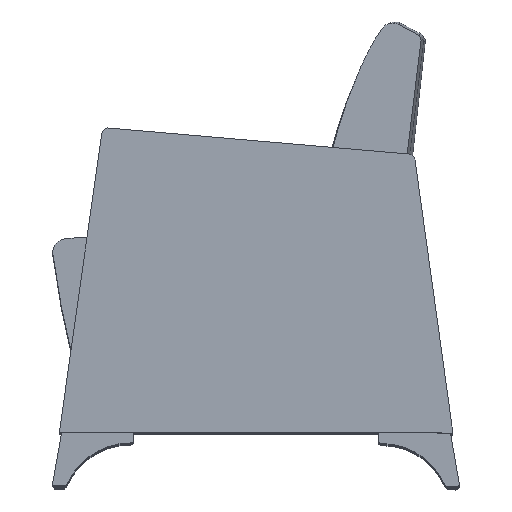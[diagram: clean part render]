
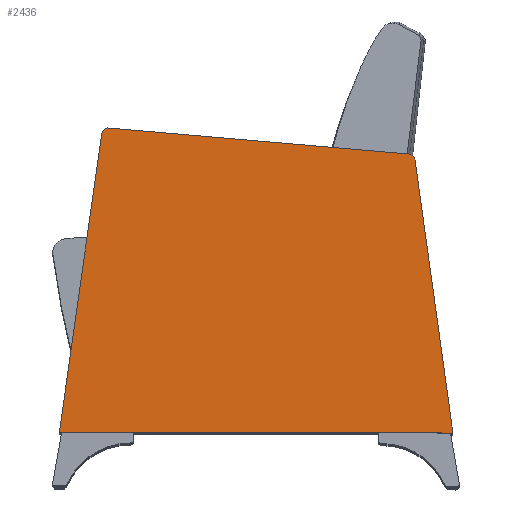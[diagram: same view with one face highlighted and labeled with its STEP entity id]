
A CAD part, top view. The second image highlights one B-rep face of the part: STEP entity #2436.
In plain terms, the highlighted planar face has unit normal (0, 0, 1).
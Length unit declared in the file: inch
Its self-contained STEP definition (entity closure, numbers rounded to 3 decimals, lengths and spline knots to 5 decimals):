
#205=PLANE('',#2728);
#260=LINE('',#5826,#325);
#263=LINE('',#5831,#328);
#264=LINE('',#5836,#329);
#265=LINE('',#5837,#330);
#325=VECTOR('',#3234,0.3937);
#328=VECTOR('',#3239,0.3937);
#329=VECTOR('',#3244,0.3937);
#330=VECTOR('',#3245,0.3937);
#468=FACE_OUTER_BOUND('',#628,.T.);
#628=EDGE_LOOP('',(#2106,#2107,#2108,#2109,#2110,#2111));
#779=CIRCLE('',#2722,0.5);
#782=CIRCLE('',#2729,0.5);
#1142=VERTEX_POINT('',#5806);
#1143=VERTEX_POINT('',#5807);
#1150=VERTEX_POINT('',#5825);
#1151=VERTEX_POINT('',#5829);
#1152=VERTEX_POINT('',#5833);
#1153=VERTEX_POINT('',#5835);
#1470=EDGE_CURVE('',#1142,#1143,#779,.T.);
#1479=EDGE_CURVE('',#1143,#1150,#260,.T.);
#1482=EDGE_CURVE('',#1142,#1151,#263,.T.);
#1483=EDGE_CURVE('',#1152,#1151,#782,.T.);
#1484=EDGE_CURVE('',#1153,#1152,#264,.T.);
#1485=EDGE_CURVE('',#1150,#1153,#265,.T.);
#2106=ORIENTED_EDGE('',*,*,#1470,.F.);
#2107=ORIENTED_EDGE('',*,*,#1482,.T.);
#2108=ORIENTED_EDGE('',*,*,#1483,.F.);
#2109=ORIENTED_EDGE('',*,*,#1484,.F.);
#2110=ORIENTED_EDGE('',*,*,#1485,.F.);
#2111=ORIENTED_EDGE('',*,*,#1479,.F.);
#2436=ADVANCED_FACE('',(#468),#205,.T.);
#2722=AXIS2_PLACEMENT_3D('',#5808,#3218,#3219);
#2728=AXIS2_PLACEMENT_3D('',#5832,#3240,#3241);
#2729=AXIS2_PLACEMENT_3D('',#5834,#3242,#3243);
#3218=DIRECTION('center_axis',(0.,0.,-1.));
#3219=DIRECTION('ref_axis',(0.687,0.726,0.));
#3234=DIRECTION('',(0.139,-0.99,0.));
#3239=DIRECTION('',(-0.996,0.084,0.));
#3240=DIRECTION('center_axis',(0.,0.,1.));
#3241=DIRECTION('ref_axis',(1.,0.,0.));
#3242=DIRECTION('center_axis',(0.,0.,-1.));
#3243=DIRECTION('ref_axis',(-0.656,0.755,0.));
#3244=DIRECTION('',(0.139,0.99,0.));
#3245=DIRECTION('',(-1.,0.,0.));
#5806=CARTESIAN_POINT('',(9.12104,20.07558,2.75));
#5807=CARTESIAN_POINT('',(9.57405,19.64695,2.75));
#5808=CARTESIAN_POINT('Origin',(9.07891,19.57736,2.75));
#5825=CARTESIAN_POINT('',(12.28079,0.38751,2.75));
#5826=CARTESIAN_POINT('',(9.25916,21.88751,2.75));
#5829=CARTESIAN_POINT('',(-12.15771,21.87479,2.75));
#5831=CARTESIAN_POINT('',(-6.44152,21.39147,2.75));
#5832=CARTESIAN_POINT('Origin',(-1.61059,10.43854,2.75));
#5833=CARTESIAN_POINT('',(-12.54082,21.45709,2.75));
#5834=CARTESIAN_POINT('Origin',(-12.04569,21.38751,2.75));
#5835=CARTESIAN_POINT('',(-15.50196,0.38751,2.75));
#5836=CARTESIAN_POINT('',(-15.50196,0.38751,2.75));
#5837=CARTESIAN_POINT('',(12.28079,0.38751,2.75));
